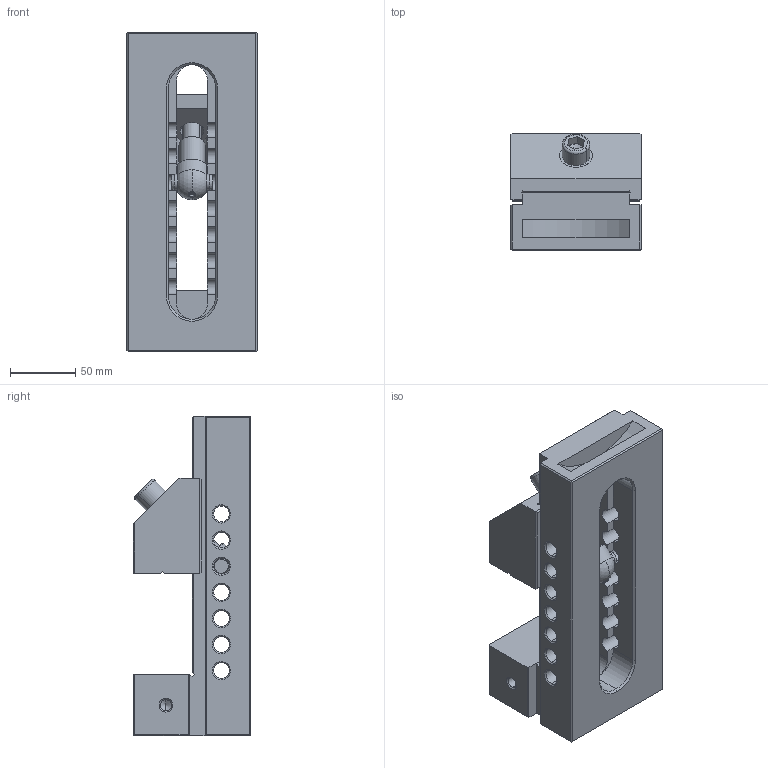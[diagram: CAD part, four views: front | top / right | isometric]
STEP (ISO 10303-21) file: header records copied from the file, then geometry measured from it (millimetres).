
FILE_DESCRIPTION (( 'STEP AP203' ), '1' );
FILE_NAME ('QKG100-00.STEP', '2021-06-26T01:01:31', ( '' ), ( '' ), 'SwSTEP 2.0', 'SolidWorks 2012', '' );
FILE_SCHEMA (( 'CONFIG_CONTROL_DESIGN' ));
Length unit declared in the file: millimetre
Products named in the file (8): QKG100-00; GB／T119 A12×33_GB／T119 A12×33; GB｣ｯT78 M6｡ﾁ8_GB｣ｯT78 M6｡ﾁ8; GB／T70.1 M14×50 12.9级_GB／T70.1 M14×50 12.9级; QKG100-05; QKG100-04; QKG100-02; QKG100-01
Assembly tree (7 placements, depth 2):
  QKG100-00
    QKG100-01
    QKG100-02
    QKG100-04
    QKG100-05
    GB／T70.1 M14×50 12.9级_GB／T70.1 M14×50 12.9级
    GB｣ｯT78 M6｡ﾁ8_GB｣ｯT78 M6｡ﾁ8
    GB／T119 A12×33_GB／T119 A12×33
Bounding box: 100 x 90 x 245 mm (x, y, z)
Volume: 1214017.4 mm3; surface area: 168293.5 mm2
Topology: 7 solids, 7 shells, 296 faces, 746 edges, 444 vertices
Faces by surface type: plane 148, cone 73, cylinder 67, sphere 6, torus 2
Entity records: 9592 total; most frequent: CARTESIAN_POINT 1584, DIRECTION 1550, ORIENTED_EDGE 1460, EDGE_CURVE 730, AXIS2_PLACEMENT_3D 532, LINE 486, VECTOR 486, VERTEX_POINT 440
